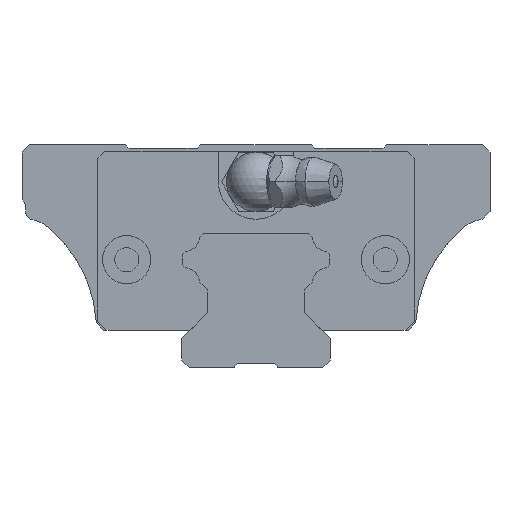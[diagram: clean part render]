
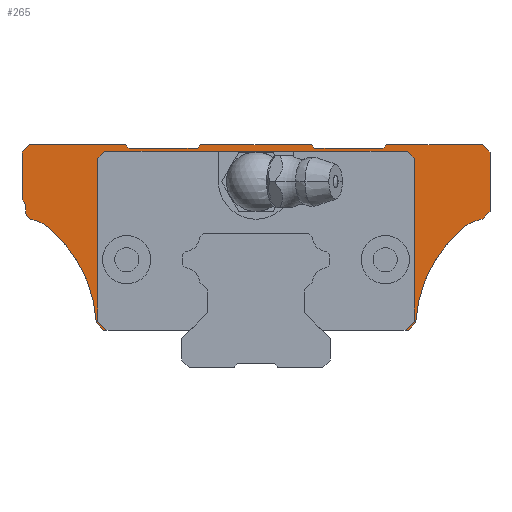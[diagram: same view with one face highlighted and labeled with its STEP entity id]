
A CAD part, front view. The second image highlights one B-rep face of the part: STEP entity #265.
In plain terms, the highlighted planar face has unit normal (0, -1, 0).
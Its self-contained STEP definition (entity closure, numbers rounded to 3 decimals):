
#265=ADVANCED_FACE('',(#599),#600,.T.);
#599=FACE_OUTER_BOUND('',#1155,.T.);
#600=PLANE('',#1156);
#1155=EDGE_LOOP('',(#2182,#2183,#2184,#2185,#2186,#2187,#2188,#2189,#2190,#2191,#2192,#2193,#2194,#2195,#2196,#2197,#2198,#2199,#2200,#2201,#2202,#2203,#2204,#2205,#2206,#2207,#2208,#2209,#2210,#2211,#2212,#2213,#2214));
#1156=AXIS2_PLACEMENT_3D('',#2215,#2216,#2217);
#2182=ORIENTED_EDGE('',*,*,#3617,.F.);
#2183=ORIENTED_EDGE('',*,*,#3682,.T.);
#2184=ORIENTED_EDGE('',*,*,#3562,.T.);
#2185=ORIENTED_EDGE('',*,*,#3683,.F.);
#2186=ORIENTED_EDGE('',*,*,#3590,.F.);
#2187=ORIENTED_EDGE('',*,*,#3581,.F.);
#2188=ORIENTED_EDGE('',*,*,#3684,.F.);
#2189=ORIENTED_EDGE('',*,*,#3685,.F.);
#2190=ORIENTED_EDGE('',*,*,#3634,.F.);
#2191=ORIENTED_EDGE('',*,*,#3686,.F.);
#2192=ORIENTED_EDGE('',*,*,#3687,.F.);
#2193=ORIENTED_EDGE('',*,*,#3688,.T.);
#2194=ORIENTED_EDGE('',*,*,#3648,.F.);
#2195=ORIENTED_EDGE('',*,*,#3545,.F.);
#2196=ORIENTED_EDGE('',*,*,#3689,.F.);
#2197=ORIENTED_EDGE('',*,*,#3690,.T.);
#2198=ORIENTED_EDGE('',*,*,#3691,.F.);
#2199=ORIENTED_EDGE('',*,*,#3598,.F.);
#2200=ORIENTED_EDGE('',*,*,#3692,.T.);
#2201=ORIENTED_EDGE('',*,*,#3693,.T.);
#2202=ORIENTED_EDGE('',*,*,#3694,.F.);
#2203=ORIENTED_EDGE('',*,*,#3606,.T.);
#2204=ORIENTED_EDGE('',*,*,#3695,.T.);
#2205=ORIENTED_EDGE('',*,*,#3696,.F.);
#2206=ORIENTED_EDGE('',*,*,#3538,.F.);
#2207=ORIENTED_EDGE('',*,*,#3697,.T.);
#2208=ORIENTED_EDGE('',*,*,#3698,.T.);
#2209=ORIENTED_EDGE('',*,*,#3699,.F.);
#2210=ORIENTED_EDGE('',*,*,#3700,.F.);
#2211=ORIENTED_EDGE('',*,*,#3701,.T.);
#2212=ORIENTED_EDGE('',*,*,#3612,.F.);
#2213=ORIENTED_EDGE('',*,*,#3584,.T.);
#2214=ORIENTED_EDGE('',*,*,#3702,.T.);
#2215=CARTESIAN_POINT('',(31.159,-34.1,15.0));
#2216=DIRECTION('',(0.0,-1.0,0.0));
#2217=DIRECTION('',(0.0,0.0,-1.0));
#3538=EDGE_CURVE('',#4290,#4292,#4293,.T.);
#3545=EDGE_CURVE('',#4302,#4303,#4304,.T.);
#3562=EDGE_CURVE('',#4333,#4334,#4335,.T.);
#3581=EDGE_CURVE('',#4365,#4367,#4368,.T.);
#3584=EDGE_CURVE('',#4372,#4373,#4374,.T.);
#3590=EDGE_CURVE('',#4367,#4383,#4384,.T.);
#3598=EDGE_CURVE('',#4396,#4397,#4398,.T.);
#3606=EDGE_CURVE('',#4412,#4413,#4414,.T.);
#3612=EDGE_CURVE('',#4372,#4424,#4425,.T.);
#3617=EDGE_CURVE('',#4433,#4434,#4435,.T.);
#3634=EDGE_CURVE('',#4461,#4462,#4463,.T.);
#3648=EDGE_CURVE('',#4303,#4486,#4487,.T.);
#3682=EDGE_CURVE('',#4433,#4333,#4542,.T.);
#3683=EDGE_CURVE('',#4383,#4334,#4543,.T.);
#3684=EDGE_CURVE('',#4544,#4365,#4545,.T.);
#3685=EDGE_CURVE('',#4462,#4544,#4546,.T.);
#3686=EDGE_CURVE('',#4547,#4461,#4548,.T.);
#3687=EDGE_CURVE('',#4549,#4547,#4550,.T.);
#3688=EDGE_CURVE('',#4549,#4486,#4551,.T.);
#3689=EDGE_CURVE('',#4552,#4302,#4553,.T.);
#3690=EDGE_CURVE('',#4552,#4554,#4555,.T.);
#3691=EDGE_CURVE('',#4397,#4554,#4556,.T.);
#3692=EDGE_CURVE('',#4396,#4557,#4558,.T.);
#3693=EDGE_CURVE('',#4557,#4559,#4560,.T.);
#3694=EDGE_CURVE('',#4412,#4559,#4561,.T.);
#3695=EDGE_CURVE('',#4413,#4562,#4563,.T.);
#3696=EDGE_CURVE('',#4292,#4562,#4564,.T.);
#3697=EDGE_CURVE('',#4290,#4565,#4566,.T.);
#3698=EDGE_CURVE('',#4565,#4567,#4568,.T.);
#3699=EDGE_CURVE('',#4569,#4567,#4570,.T.);
#3700=EDGE_CURVE('',#4571,#4569,#4572,.T.);
#3701=EDGE_CURVE('',#4571,#4424,#4573,.T.);
#3702=EDGE_CURVE('',#4373,#4434,#4574,.T.);
#4290=VERTEX_POINT('',#5615);
#4292=VERTEX_POINT('',#5618);
#4293=CIRCLE('',#5619,18.0);
#4302=VERTEX_POINT('',#5663);
#4303=VERTEX_POINT('',#5664);
#4304=LINE('',#5665,#5666);
#4333=VERTEX_POINT('',#5707);
#4334=VERTEX_POINT('',#5708);
#4335=LINE('',#5709,#5710);
#4365=VERTEX_POINT('',#5751);
#4367=VERTEX_POINT('',#5754);
#4368=LINE('',#5755,#5756);
#4372=VERTEX_POINT('',#5762);
#4373=VERTEX_POINT('',#5763);
#4374=LINE('',#5764,#5765);
#4383=VERTEX_POINT('',#5777);
#4384=CIRCLE('',#5778,5.0);
#4396=VERTEX_POINT('',#5793);
#4397=VERTEX_POINT('',#5794);
#4398=LINE('',#5795,#5796);
#4412=VERTEX_POINT('',#5817);
#4413=VERTEX_POINT('',#5818);
#4414=LINE('',#5819,#5820);
#4424=VERTEX_POINT('',#5835);
#4425=LINE('',#5836,#5837);
#4433=VERTEX_POINT('',#5849);
#4434=VERTEX_POINT('',#5850);
#4435=LINE('',#5851,#5852);
#4461=VERTEX_POINT('',#5890);
#4462=VERTEX_POINT('',#5891);
#4463=LINE('',#5892,#5893);
#4486=VERTEX_POINT('',#5925);
#4487=LINE('',#5926,#5927);
#4542=LINE('',#6007,#6008);
#4543=CIRCLE('',#6009,18.0);
#4544=VERTEX_POINT('',#6010);
#4545=LINE('',#6011,#6012);
#4546=LINE('',#6013,#6014);
#4547=VERTEX_POINT('',#6015);
#4548=LINE('',#6016,#6017);
#4549=VERTEX_POINT('',#6018);
#4550=LINE('',#6019,#6020);
#4551=LINE('',#6021,#6022);
#4552=VERTEX_POINT('',#6023);
#4553=LINE('',#6024,#6025);
#4554=VERTEX_POINT('',#6026);
#4555=LINE('',#6027,#6028);
#4556=LINE('',#6029,#6030);
#4557=VERTEX_POINT('',#6031);
#4558=LINE('',#6032,#6033);
#4559=VERTEX_POINT('',#6034);
#4560=LINE('',#6035,#6036);
#4561=CIRCLE('',#6037,1.0);
#4562=VERTEX_POINT('',#6038);
#4563=CIRCLE('',#6039,1.0);
#4564=CIRCLE('',#6040,5.0);
#4565=VERTEX_POINT('',#6041);
#4566=LINE('',#6042,#6043);
#4567=VERTEX_POINT('',#6044);
#4568=LINE('',#6045,#6046);
#4569=VERTEX_POINT('',#6047);
#4570=LINE('',#6048,#6049);
#4571=VERTEX_POINT('',#6050);
#4572=LINE('',#6051,#6052);
#4573=LINE('',#6053,#6054);
#4574=LINE('',#6055,#6056);
#5615=CARTESIAN_POINT('',(-21.495,-34.1,6.029));
#5618=CARTESIAN_POINT('',(-27.964,-34.1,18.846));
#5619=AXIS2_PLACEMENT_3D('',#6989,#6990,#6991);
#5663=CARTESIAN_POINT('',(-7.923,-34.1,29.5));
#5664=CARTESIAN_POINT('',(-7.423,-34.1,30.0));
#5665=CARTESIAN_POINT('',(-7.923,-34.1,29.5));
#5666=VECTOR('',#7002,1000.0);
#5707=CARTESIAN_POINT('',(20.465,-34.1,5.0));
#5708=CARTESIAN_POINT('',(21.495,-34.1,6.029));
#5709=CARTESIAN_POINT('',(20.465,-34.1,5.0));
#5710=VECTOR('',#7027,1000.0);
#5751=CARTESIAN_POINT('',(31.5,-34.1,21.0));
#5754=CARTESIAN_POINT('',(30.449,-34.1,19.949));
#5755=CARTESIAN_POINT('',(31.5,-34.1,21.0));
#5756=VECTOR('',#7058,1000.0);
#5762=CARTESIAN_POINT('',(20.359,-34.1,29.1));
#5763=CARTESIAN_POINT('',(21.3,-34.1,28.159));
#5764=CARTESIAN_POINT('',(20.359,-34.1,29.1));
#5765=VECTOR('',#7061,1000.0);
#5777=CARTESIAN_POINT('',(27.964,-34.1,18.846));
#5778=AXIS2_PLACEMENT_3D('',#7071,#7072,#7073);
#5793=CARTESIAN_POINT('',(-31.5,-34.1,29.));
#5794=CARTESIAN_POINT('',(-30.5,-34.1,30.0));
#5795=CARTESIAN_POINT('',(-31.5,-34.1,29.));
#5796=VECTOR('',#7089,1000.0);
#5817=CARTESIAN_POINT('',(-31.,-34.1,21.662));
#5818=CARTESIAN_POINT('',(-31.,-34.1,20.887));
#5819=CARTESIAN_POINT('',(-31.,-34.1,21.662));
#5820=VECTOR('',#7097,1000.0);
#5835=CARTESIAN_POINT('',(-20.359,-34.1,29.1));
#5836=CARTESIAN_POINT('',(20.359,-34.1,29.1));
#5837=VECTOR('',#7103,1000.0);
#5849=CARTESIAN_POINT('',(20.059,-34.1,5.0));
#5850=CARTESIAN_POINT('',(21.3,-34.1,6.241));
#5851=CARTESIAN_POINT('',(20.059,-34.1,5.0));
#5852=VECTOR('',#7108,1000.0);
#5890=CARTESIAN_POINT('',(17.577,-34.1,30.0));
#5891=CARTESIAN_POINT('',(30.499,-34.1,30.0));
#5892=CARTESIAN_POINT('',(17.577,-34.1,30.0));
#5893=VECTOR('',#7133,1000.0);
#5925=CARTESIAN_POINT('',(7.424,-34.1,30.0));
#5926=CARTESIAN_POINT('',(-7.423,-34.1,30.0));
#5927=VECTOR('',#7155,1000.0);
#6007=CARTESIAN_POINT('',(8.901,-34.1,5.0));
#6008=VECTOR('',#7205,1000.0);
#6009=AXIS2_PLACEMENT_3D('',#7206,#7207,#7208);
#6010=CARTESIAN_POINT('',(31.5,-34.1,28.999));
#6011=CARTESIAN_POINT('',(31.5,-34.1,28.999));
#6012=VECTOR('',#7209,1000.0);
#6013=CARTESIAN_POINT('',(30.499,-34.1,30.0));
#6014=VECTOR('',#7210,1000.0);
#6015=CARTESIAN_POINT('',(17.077,-34.1,29.5));
#6016=CARTESIAN_POINT('',(17.077,-34.1,29.5));
#6017=VECTOR('',#7211,1000.0);
#6018=CARTESIAN_POINT('',(7.924,-34.1,29.5));
#6019=CARTESIAN_POINT('',(7.924,-34.1,29.5));
#6020=VECTOR('',#7212,1000.0);
#6021=CARTESIAN_POINT('',(7.924,-34.1,29.5));
#6022=VECTOR('',#7213,1000.0);
#6023=CARTESIAN_POINT('',(-17.076,-34.1,29.5));
#6024=CARTESIAN_POINT('',(-17.076,-34.1,29.5));
#6025=VECTOR('',#7214,1000.0);
#6026=CARTESIAN_POINT('',(-17.576,-34.1,30.0));
#6027=CARTESIAN_POINT('',(-17.076,-34.1,29.5));
#6028=VECTOR('',#7215,1000.0);
#6029=CARTESIAN_POINT('',(-30.5,-34.1,30.0));
#6030=VECTOR('',#7216,1000.0);
#6031=CARTESIAN_POINT('',(-31.5,-34.1,22.576));
#6032=CARTESIAN_POINT('',(-31.5,-34.1,29.));
#6033=VECTOR('',#7217,1000.0);
#6034=CARTESIAN_POINT('',(-31.293,-34.1,22.369));
#6035=CARTESIAN_POINT('',(-31.5,-34.1,22.576));
#6036=VECTOR('',#7218,1000.0);
#6037=AXIS2_PLACEMENT_3D('',#7219,#7220,#7221);
#6038=CARTESIAN_POINT('',(-30.193,-34.1,19.906));
#6039=AXIS2_PLACEMENT_3D('',#7222,#7223,#7224);
#6040=AXIS2_PLACEMENT_3D('',#7225,#7226,#7227);
#6041=CARTESIAN_POINT('',(-20.465,-34.1,5.0));
#6042=CARTESIAN_POINT('',(-21.495,-34.1,6.029));
#6043=VECTOR('',#7228,1000.0);
#6044=CARTESIAN_POINT('',(-20.059,-34.1,5.0));
#6045=CARTESIAN_POINT('',(-20.465,-34.1,5.0));
#6046=VECTOR('',#7229,1000.0);
#6047=CARTESIAN_POINT('',(-21.3,-34.1,6.241));
#6048=CARTESIAN_POINT('',(-21.3,-34.1,6.241));
#6049=VECTOR('',#7230,1000.0);
#6050=CARTESIAN_POINT('',(-21.3,-34.1,28.159));
#6051=CARTESIAN_POINT('',(-21.3,-34.1,28.159));
#6052=VECTOR('',#7231,1000.0);
#6053=CARTESIAN_POINT('',(-21.3,-34.1,28.159));
#6054=VECTOR('',#7232,1000.0);
#6055=CARTESIAN_POINT('',(21.3,-34.1,28.159));
#6056=VECTOR('',#7233,1000.0);
#6989=CARTESIAN_POINT('',(-39.465,-34.1,5.0));
#6990=DIRECTION('',(0.0,-1.0,0.0));
#6991=DIRECTION('',(1.0,0.0,0.));
#7002=DIRECTION('',(0.707,0.0,0.707));
#7027=DIRECTION('',(0.707,0.0,0.707));
#7058=DIRECTION('',(-0.707,0.0,-0.707));
#7061=DIRECTION('',(0.707,0.0,-0.707));
#7071=CARTESIAN_POINT('',(31.159,-34.1,15.0));
#7072=DIRECTION('',(0.0,-1.0,0.0));
#7073=DIRECTION('',(1.0,0.0,0.0));
#7089=DIRECTION('',(0.707,0.0,0.707));
#7097=DIRECTION('',(0.0,0.0,-1.0));
#7103=DIRECTION('',(-1.0,0.0,0.0));
#7108=DIRECTION('',(0.707,0.0,0.707));
#7133=DIRECTION('',(1.0,0.0,0.0));
#7155=DIRECTION('',(1.0,0.0,0.0));
#7205=DIRECTION('',(1.0,0.0,0.0));
#7206=CARTESIAN_POINT('',(39.465,-34.1,5.0));
#7207=DIRECTION('',(0.0,-1.0,0.0));
#7208=DIRECTION('',(1.0,0.0,0.));
#7209=DIRECTION('',(0.0,0.0,-1.0));
#7210=DIRECTION('',(0.707,0.0,-0.707));
#7211=DIRECTION('',(0.707,0.0,0.707));
#7212=DIRECTION('',(1.0,0.0,0.0));
#7213=DIRECTION('',(-0.707,0.0,0.707));
#7214=DIRECTION('',(1.0,0.0,0.0));
#7215=DIRECTION('',(-0.707,0.0,0.707));
#7216=DIRECTION('',(1.0,0.0,0.0));
#7217=DIRECTION('',(0.0,0.0,-1.0));
#7218=DIRECTION('',(0.707,0.0,-0.707));
#7219=CARTESIAN_POINT('',(-32.,-34.1,21.662));
#7220=DIRECTION('',(0.0,-1.0,0.0));
#7221=DIRECTION('',(1.0,0.0,0.0));
#7222=CARTESIAN_POINT('',(-30.,-34.1,20.887));
#7223=DIRECTION('',(0.0,-1.0,0.0));
#7224=DIRECTION('',(1.0,0.0,0.0));
#7225=CARTESIAN_POINT('',(-31.159,-34.1,15.0));
#7226=DIRECTION('',(0.0,-1.0,0.0));
#7227=DIRECTION('',(1.0,0.0,0.0));
#7228=DIRECTION('',(0.707,0.0,-0.707));
#7229=DIRECTION('',(1.0,0.0,0.0));
#7230=DIRECTION('',(0.707,0.0,-0.707));
#7231=DIRECTION('',(0.0,0.0,-1.0));
#7232=DIRECTION('',(0.707,0.0,0.707));
#7233=DIRECTION('',(0.0,0.0,-1.0));
